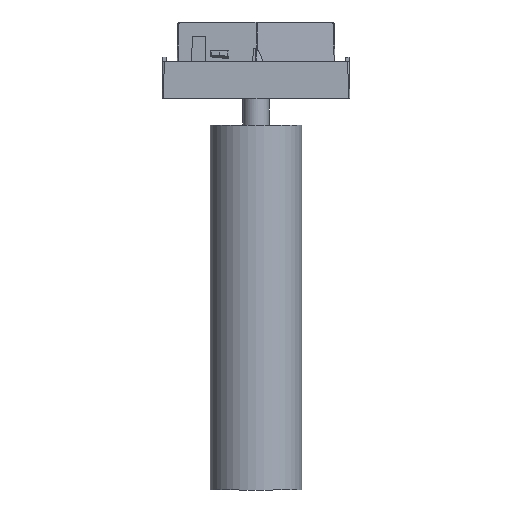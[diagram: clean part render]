
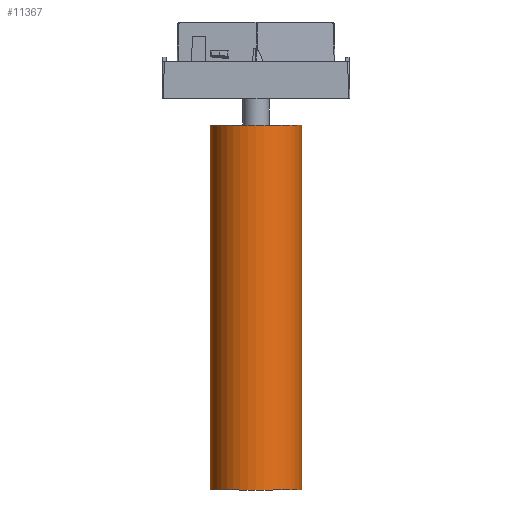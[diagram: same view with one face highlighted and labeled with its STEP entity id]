
A CAD part, front view. The second image highlights one B-rep face of the part: STEP entity #11367.
In plain terms, the highlighted cylindrical face has radius 17.5 mm (diameter 35 mm), a full revolution.
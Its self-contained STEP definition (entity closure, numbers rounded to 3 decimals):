
#1412=FACE_OUTER_BOUND('',#2043,.T.);
#2043=EDGE_LOOP('',(#10649,#10650,#10651,#10652));
#3136=LINE('',#21958,#4225);
#4225=VECTOR('',#15266,17.5);
#4544=CIRCLE('',#12320,17.5);
#4545=CIRCLE('',#12321,17.5);
#5618=VERTEX_POINT('',#21955);
#5619=VERTEX_POINT('',#21957);
#7296=EDGE_CURVE('',#5618,#5618,#4544,.T.);
#7297=EDGE_CURVE('',#5618,#5619,#3136,.T.);
#7298=EDGE_CURVE('',#5619,#5619,#4545,.T.);
#10649=ORIENTED_EDGE('',*,*,#7296,.F.);
#10650=ORIENTED_EDGE('',*,*,#7297,.T.);
#10651=ORIENTED_EDGE('',*,*,#7298,.F.);
#10652=ORIENTED_EDGE('',*,*,#7297,.F.);
#10766=CYLINDRICAL_SURFACE('',#12319,17.5);
#11367=ADVANCED_FACE('',(#1412),#10766,.T.);
#12319=AXIS2_PLACEMENT_3D('',#21954,#15262,#15263);
#12320=AXIS2_PLACEMENT_3D('',#21956,#15264,#15265);
#12321=AXIS2_PLACEMENT_3D('',#21959,#15267,#15268);
#15262=DIRECTION('center_axis',(0.,0.,
1.));
#15263=DIRECTION('ref_axis',(0.,-1.,0.));
#15264=DIRECTION('center_axis',(0.,0.,
1.));
#15265=DIRECTION('ref_axis',(0.,-1.,0.));
#15266=DIRECTION('',(0.,0.,-1.));
#15267=DIRECTION('center_axis',(0.,0.,
-1.));
#15268=DIRECTION('ref_axis',(0.,-1.,0.));
#21954=CARTESIAN_POINT('Origin',(0.,0.,
-164.25));
#21955=CARTESIAN_POINT('',(0.,17.5,-24.25));
#21956=CARTESIAN_POINT('Origin',(0.,0.,
-24.25));
#21957=CARTESIAN_POINT('',(0.,17.5,-164.25));
#21958=CARTESIAN_POINT('',(0.,17.5,-164.25));
#21959=CARTESIAN_POINT('Origin',(0.,0.,
-164.25));
